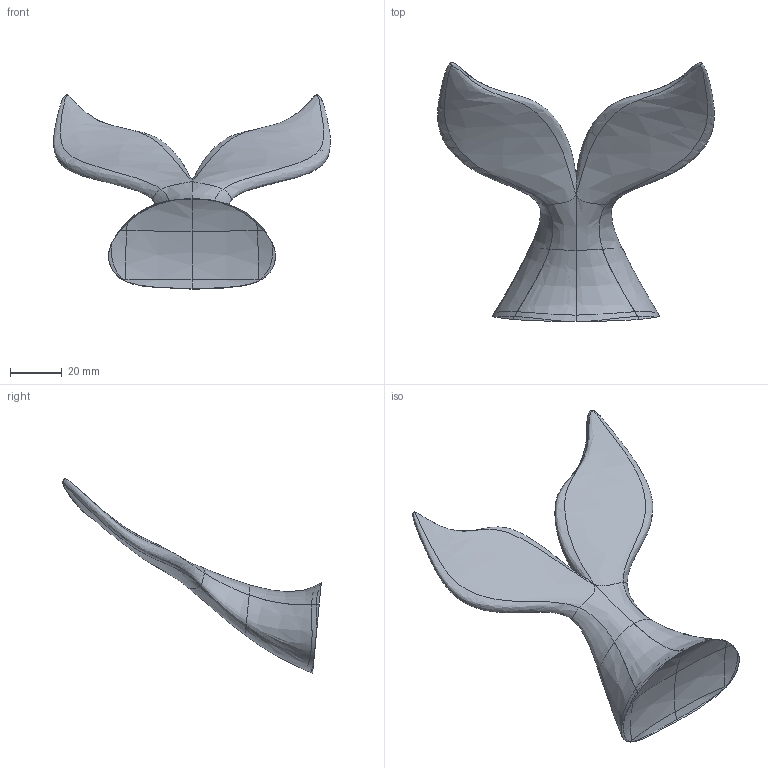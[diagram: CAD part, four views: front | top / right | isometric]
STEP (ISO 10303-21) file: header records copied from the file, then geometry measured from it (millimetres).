
FILE_DESCRIPTION (( 'STEP AP214' ), '1' );
FILE_NAME ('帣匙.STEP', '2026-01-05T11:26:43', ( '' ), ( '' ), 'SwSTEP 2.0', 'SolidWorks 2022', '' );
FILE_SCHEMA (( 'AUTOMOTIVE_DESIGN' ));
Length unit declared in the file: millimetre
Products named in the file (1): 尾巴
Bounding box: 106.55 x 99.54 x 74.78 mm (x, y, z)
Surface area: 22795.8 mm2 (no closed solid volume)
Topology: 0 solids, 3 shells, 58 faces, 136 edges, 81 vertices
Faces by surface type: bspline 54, plane 4
Entity records: 15798 total; most frequent: CARTESIAN_POINT 14934, ORIENTED_EDGE 263, EDGE_CURVE 135, B_SPLINE_CURVE_WITH_KNOTS 109, VERTEX_POINT 81, ADVANCED_FACE 58, FACE_OUTER_BOUND 58, EDGE_LOOP 58
